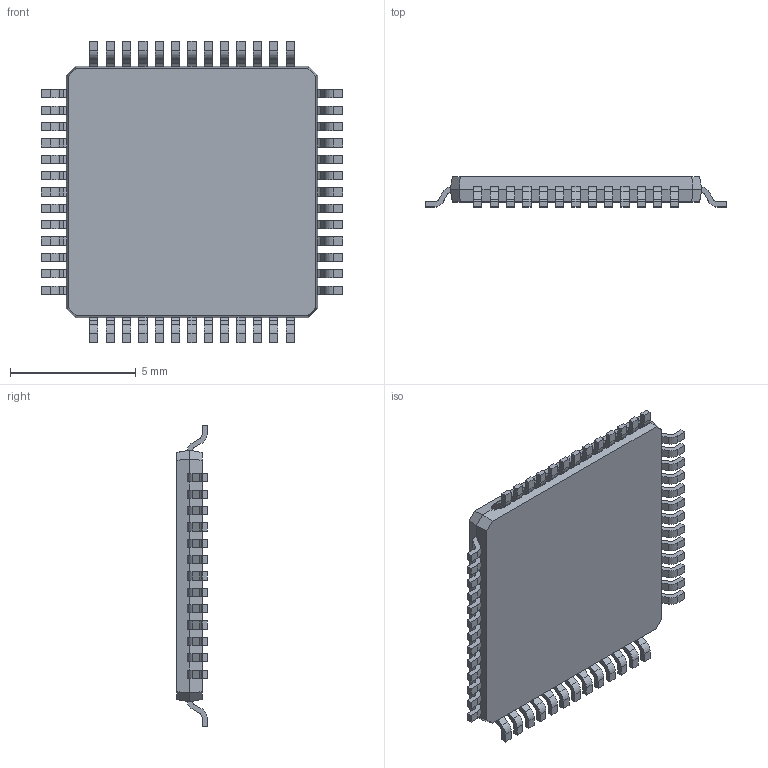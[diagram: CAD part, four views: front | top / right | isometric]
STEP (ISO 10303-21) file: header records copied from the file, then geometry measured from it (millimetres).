
FILE_DESCRIPTION (( 'STEP AP214' ), '1' );
FILE_NAME ('TQFP65P1200X1200-52.STEP', '2011-01-31T08:43:20', ( 'vpeshkov' ), ( 'cad-design.ru' ), 'SwSTEP 2.0', 'SolidWorks 2009', '' );
FILE_SCHEMA (( 'AUTOMOTIVE_DESIGN' ));
Length unit declared in the file: millimetre
Products named in the file (1): TQFP65P1200X1200-52
Bounding box: 12 x 1.2 x 12 mm (x, y, z)
Volume: 102.4 mm3; surface area: 302.8 mm2
Topology: 1 solids, 1 shells, 596 faces, 1768 edges, 1176 vertices
Faces by surface type: plane 384, cylinder 212
Entity records: 26313 total; most frequent: CARTESIAN_POINT 3541, ORIENTED_EDGE 3536, DIRECTION 3386, EDGE_CURVE 1768, VECTOR 1344, LINE 1344, VERTEX_POINT 1176, AXIS2_PLACEMENT_3D 1021
